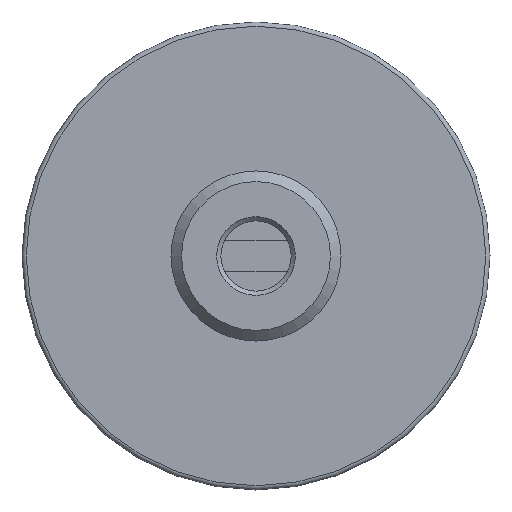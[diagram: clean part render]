
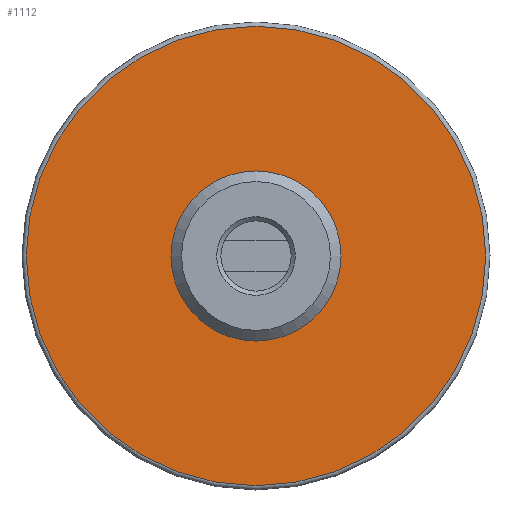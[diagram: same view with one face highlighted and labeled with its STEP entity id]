
A CAD part, front view. The second image highlights one B-rep face of the part: STEP entity #1112.
In plain terms, the highlighted face is planar.
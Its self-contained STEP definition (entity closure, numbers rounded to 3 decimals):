
#113=FACE_BOUND('',#287,.T.);
#143=PLANE('',#1321);
#214=FACE_OUTER_BOUND('',#286,.T.);
#286=EDGE_LOOP('',(#1039,#1040));
#287=EDGE_LOOP('',(#1041));
#486=CIRCLE('',#1318,10.8);
#488=CIRCLE('',#1320,10.8);
#489=CIRCLE('',#1322,4.);
#591=VERTEX_POINT('',#2166);
#592=VERTEX_POINT('',#2167);
#593=VERTEX_POINT('',#2172);
#740=EDGE_CURVE('',#591,#592,#486,.T.);
#742=EDGE_CURVE('',#592,#591,#488,.T.);
#743=EDGE_CURVE('',#593,#593,#489,.T.);
#1039=ORIENTED_EDGE('',*,*,#740,.F.);
#1040=ORIENTED_EDGE('',*,*,#742,.F.);
#1041=ORIENTED_EDGE('',*,*,#743,.T.);
#1112=ADVANCED_FACE('',(#214,#113),#143,.T.);
#1318=AXIS2_PLACEMENT_3D('',#2168,#1571,#1572);
#1320=AXIS2_PLACEMENT_3D('',#2170,#1575,#1576);
#1321=AXIS2_PLACEMENT_3D('',#2171,#1577,#1578);
#1322=AXIS2_PLACEMENT_3D('',#2173,#1579,#1580);
#1571=DIRECTION('center_axis',(0.,-1.,0.));
#1572=DIRECTION('ref_axis',(-1.,0.,0.));
#1575=DIRECTION('center_axis',(0.,-1.,0.));
#1576=DIRECTION('ref_axis',(-1.,0.,0.));
#1577=DIRECTION('center_axis',(0.,1.,0.));
#1578=DIRECTION('ref_axis',(0.,0.,1.));
#1579=DIRECTION('center_axis',(0.,-1.,0.));
#1580=DIRECTION('ref_axis',(-1.,0.,0.));
#2166=CARTESIAN_POINT('',(10.8,6.,0.));
#2167=CARTESIAN_POINT('',(0.,6.,-10.8));
#2168=CARTESIAN_POINT('Origin',(0.,6.,0.));
#2170=CARTESIAN_POINT('Origin',(0.,6.,0.));
#2171=CARTESIAN_POINT('Origin',(0.,6.,0.));
#2172=CARTESIAN_POINT('',(4.,6.,0.));
#2173=CARTESIAN_POINT('Origin',(0.,6.,0.));
